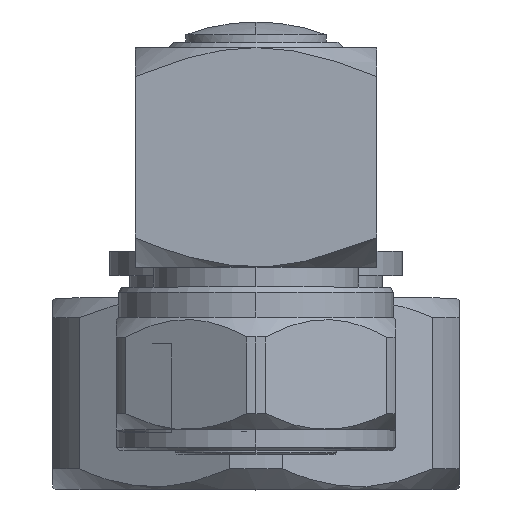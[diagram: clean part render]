
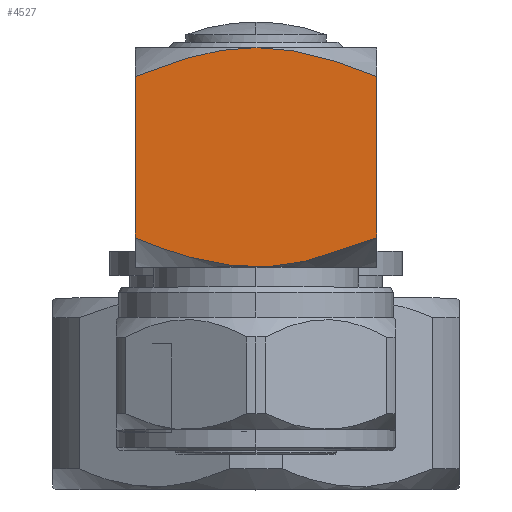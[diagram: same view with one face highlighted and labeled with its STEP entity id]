
A CAD part, top view. The second image highlights one B-rep face of the part: STEP entity #4527.
In plain terms, the highlighted face is planar.
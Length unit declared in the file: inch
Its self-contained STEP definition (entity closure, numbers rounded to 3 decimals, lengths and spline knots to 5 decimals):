
#166 = DIRECTION ( 'NONE',  ( 0., -1., 0. ) ) ;
#437 = EDGE_CURVE ( 'NONE', #3977, #7991, #4230, .T. ) ;
#494 = VERTEX_POINT ( 'NONE', #9805 ) ;
#1037 = PLANE ( 'NONE',  #4447 ) ;
#1270 = EDGE_CURVE ( 'NONE', #7438, #3977, #2821, .T. ) ;
#1305 = CARTESIAN_POINT ( 'NONE',  ( 0.59812, 0.37513, 0.12936 ) ) ;
#1358 = CARTESIAN_POINT ( 'NONE',  ( 1.23148, 0.37513, 0.2223 ) ) ;
#1575 = CARTESIAN_POINT ( 'NONE',  ( 0.58625, 0.37513, -0.01456 ) ) ;
#1580 = CARTESIAN_POINT ( 'NONE',  ( 1.18871, 0.37513, 0.34504 ) ) ;
#1790 = CARTESIAN_POINT ( 'NONE',  ( 0.58614, 0.37513, -0.375 ) ) ;
#1930 = ORIENTED_EDGE ( 'NONE', *, *, #437, .F. ) ;
#2084 = CARTESIAN_POINT ( 'NONE',  ( 1.22167, 0.37513, -0.25362 ) ) ;
#2177 = CARTESIAN_POINT ( 'NONE',  ( 0.62089, 0.37513, -0.2221 ) ) ;
#2206 = CARTESIAN_POINT ( 'NONE',  ( 1.17648, 0.37513, -0.375 ) ) ;
#2238 = CARTESIAN_POINT ( 'NONE',  ( 0.67595, 0.37513, -0.375 ) ) ;
#2665 = CARTESIAN_POINT ( 'NONE',  ( 1.26614, 0.37513, 0. ) ) ;
#2821 = LINE ( 'NONE', #10003, #4560 ) ;
#3022 = CARTESIAN_POINT ( 'NONE',  ( 1.25441, 0.37513, -0.12889 ) ) ;
#3049 = CARTESIAN_POINT ( 'NONE',  ( 0.59782, 0.37513, -0.12784 ) ) ;
#3169 = CARTESIAN_POINT ( 'NONE',  ( 0.58917, 0.37513, -0.06351 ) ) ;
#3342 = ORIENTED_EDGE ( 'NONE', *, *, #9471, .F. ) ;
#3434 = CARTESIAN_POINT ( 'NONE',  ( 0.65218, 0.37513, 0.31502 ) ) ;
#3475 = LINE ( 'NONE', #1790, #5004 ) ;
#3585 = DIRECTION ( 'NONE',  ( -1., 0., 0. ) ) ;
#3726 = CARTESIAN_POINT ( 'NONE',  ( 1.20031, 0.37513, -0.31487 ) ) ;
#3929 = CARTESIAN_POINT ( 'NONE',  ( 0.63084, 0.37513, 0.25383 ) ) ;
#3977 = VERTEX_POINT ( 'NONE', #10794 ) ;
#4048 = CARTESIAN_POINT ( 'NONE',  ( 0.67595, 0.37513, 0.375 ) ) ;
#4230 = B_SPLINE_CURVE_WITH_KNOTS ( 'NONE', 3,
 ( #4048, #5807, #3434, #3929, #7491, #11156, #1305, #9630, #8753, #1575, #8695, #3169, #11039, #3049, #10170, #2177, #10234, #8424, #5746, #2238 ),
 .UNSPECIFIED., .F., .F.,
 ( 4, 2, 2, 2, 2, 2, 2, 2, 2, 4 ),
 ( 0.02477, 0.02722, 0.02967, 0.03211, 0.03456, 0.03579, 0.03701, 0.03946, 0.04191, 0.04436 ),
 .UNSPECIFIED. ) ;
#4447 = AXIS2_PLACEMENT_3D ( 'NONE', #7346, #166, #10834 ) ;
#4449 = B_SPLINE_CURVE_WITH_KNOTS ( 'NONE', 3,
 ( #2206, #10082, #3726, #2084, #11011, #7524, #3022, #8393, #4834, #4716, #9154, #6588 ),
 .UNSPECIFIED., .F., .F.,
 ( 4, 2, 2, 2, 2, 4 ),
 ( 0.01022, 0.01268, 0.01515, 0.01761, 0.01884, 0.02007 ),
 .UNSPECIFIED. ) ;
#4527 = ADVANCED_FACE ( 'NONE', ( #9032 ), #1037, .F. ) ;
#4560 = VECTOR ( 'NONE', #3585, 39.37008 ) ;
#4716 = CARTESIAN_POINT ( 'NONE',  ( 1.26553, 0.37513, -0.03248 ) ) ;
#4834 = CARTESIAN_POINT ( 'NONE',  ( 1.26312, 0.37513, -0.0649 ) ) ;
#4870 = CARTESIAN_POINT ( 'NONE',  ( 0.67595, 0.37513, -0.375 ) ) ;
#5004 = VECTOR ( 'NONE', #7043, 39.37008 ) ;
#5252 = CARTESIAN_POINT ( 'NONE',  ( 1.17648, 0.37513, 0.375 ) ) ;
#5435 = ORIENTED_EDGE ( 'NONE', *, *, #1270, .F. ) ;
#5594 = EDGE_CURVE ( 'NONE', #494, #9358, #4449, .T. ) ;
#5746 = CARTESIAN_POINT ( 'NONE',  ( 0.66368, 0.37513, -0.34494 ) ) ;
#5807 = CARTESIAN_POINT ( 'NONE',  ( 0.66377, 0.37513, 0.34516 ) ) ;
#5972 = B_SPLINE_CURVE_WITH_KNOTS ( 'NONE', 3,
 ( #8534, #7547, #10342, #10447, #9354, #1358, #8644, #9580, #1580, #9416 ),
 .UNSPECIFIED., .F., .F.,
 ( 4, 2, 2, 2, 4 ),
 ( 0.02007, 0.02255, 0.02503, 0.02751, 0.02999 ),
 .UNSPECIFIED. ) ;
#6588 = CARTESIAN_POINT ( 'NONE',  ( 1.26614, 0.37513, 0. ) ) ;
#6681 = EDGE_LOOP ( 'NONE', ( #1930, #5435, #3342, #11268, #9779 ) ) ;
#7043 = DIRECTION ( 'NONE',  ( -1., 0., 0. ) ) ;
#7346 = CARTESIAN_POINT ( 'NONE',  ( 0.58614, 0.37513, 0.375 ) ) ;
#7438 = VERTEX_POINT ( 'NONE', #5252 ) ;
#7491 = CARTESIAN_POINT ( 'NONE',  ( 0.62113, 0.37513, 0.2229 ) ) ;
#7524 = CARTESIAN_POINT ( 'NONE',  ( 1.24772, 0.37513, -0.16039 ) ) ;
#7547 = CARTESIAN_POINT ( 'NONE',  ( 1.26614, 0.37513, 0.03256 ) ) ;
#7991 = VERTEX_POINT ( 'NONE', #4870 ) ;
#8393 = CARTESIAN_POINT ( 'NONE',  ( 1.26133, 0.37513, -0.08098 ) ) ;
#8424 = CARTESIAN_POINT ( 'NONE',  ( 0.65202, 0.37513, -0.31459 ) ) ;
#8534 = CARTESIAN_POINT ( 'NONE',  ( 1.26614, 0.37513, 0. ) ) ;
#8644 = CARTESIAN_POINT ( 'NONE',  ( 1.22175, 0.37513, 0.25337 ) ) ;
#8695 = CARTESIAN_POINT ( 'NONE',  ( 0.58682, 0.37513, -0.03091 ) ) ;
#8753 = CARTESIAN_POINT ( 'NONE',  ( 0.58637, 0.37513, 0.03403 ) ) ;
#9032 = FACE_OUTER_BOUND ( 'NONE', #6681, .T. ) ;
#9154 = CARTESIAN_POINT ( 'NONE',  ( 1.26614, 0.37513, -0.01616 ) ) ;
#9354 = CARTESIAN_POINT ( 'NONE',  ( 1.24785, 0.37513, 0.15984 ) ) ;
#9358 = VERTEX_POINT ( 'NONE', #2665 ) ;
#9416 = CARTESIAN_POINT ( 'NONE',  ( 1.17648, 0.37513, 0.375 ) ) ;
#9471 = EDGE_CURVE ( 'NONE', #9358, #7438, #5972, .T. ) ;
#9580 = CARTESIAN_POINT ( 'NONE',  ( 1.20034, 0.37513, 0.31479 ) ) ;
#9630 = CARTESIAN_POINT ( 'NONE',  ( 0.58891, 0.37513, 0.06603 ) ) ;
#9779 = ORIENTED_EDGE ( 'NONE', *, *, #10488, .T. ) ;
#9805 = CARTESIAN_POINT ( 'NONE',  ( 1.17648, 0.37513, -0.375 ) ) ;
#10003 = CARTESIAN_POINT ( 'NONE',  ( 0.58614, 0.37513, 0.375 ) ) ;
#10082 = CARTESIAN_POINT ( 'NONE',  ( 1.1887, 0.37513, -0.34507 ) ) ;
#10170 = CARTESIAN_POINT ( 'NONE',  ( 0.6045, 0.37513, -0.15948 ) ) ;
#10234 = CARTESIAN_POINT ( 'NONE',  ( 0.63059, 0.37513, -0.25308 ) ) ;
#10342 = CARTESIAN_POINT ( 'NONE',  ( 1.26366, 0.37513, 0.06472 ) ) ;
#10447 = CARTESIAN_POINT ( 'NONE',  ( 1.25451, 0.37513, 0.12835 ) ) ;
#10488 = EDGE_CURVE ( 'NONE', #494, #7991, #3475, .T. ) ;
#10794 = CARTESIAN_POINT ( 'NONE',  ( 0.67595, 0.37513, 0.375 ) ) ;
#10834 = DIRECTION ( 'NONE',  ( 0., 0., -1. ) ) ;
#11011 = CARTESIAN_POINT ( 'NONE',  ( 1.23135, 0.37513, -0.22275 ) ) ;
#11039 = CARTESIAN_POINT ( 'NONE',  ( 0.59094, 0.37513, -0.07968 ) ) ;
#11156 = CARTESIAN_POINT ( 'NONE',  ( 0.60478, 0.37513, 0.1607 ) ) ;
#11268 = ORIENTED_EDGE ( 'NONE', *, *, #5594, .F. ) ;
